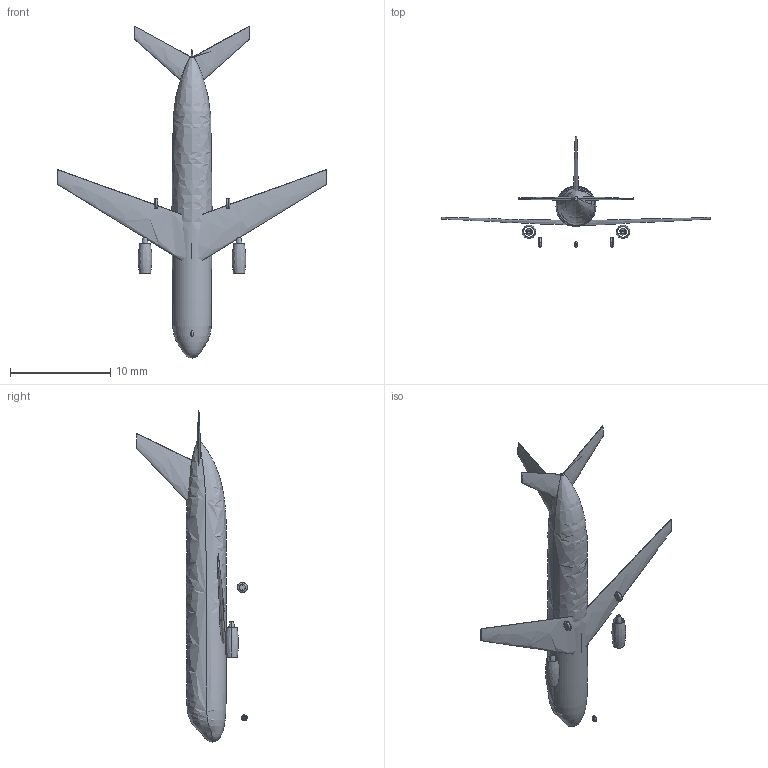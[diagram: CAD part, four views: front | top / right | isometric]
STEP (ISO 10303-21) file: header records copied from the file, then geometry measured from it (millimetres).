
FILE_DESCRIPTION (( 'STEP AP214' ), '1' );
FILE_NAME ('Assem13.STEP', '2016-06-26T17:26:05', ( '' ), ( '' ), 'SwSTEP 2.0', 'SolidWorks 2014', '' );
FILE_SCHEMA (( 'AUTOMOTIVE_DESIGN' ));
Length unit declared in the file: millimetre
Products named in the file (19): leftWing; SHELL_3; Assem13; noseHub; engineLeft; engineRight; wheelLeft; hub; loft; rightTail; hubLeft; SHELL_4; rightWing; SHELL_2; wheel; noseWheel; leftTail; tail; SHELL
Assembly tree (18 placements, depth 3):
  Assem13
    engineRight
      SHELL
      SHELL_2
      loft
      leftWing
      rightWing
      tail
      leftTail
      rightTail
      noseWheel
      noseHub
      wheel
      hub
      wheelLeft
      hubLeft
    engineLeft
      SHELL_3
      SHELL_4
Bounding box: 26.81 x 11.04 x 33.14 mm (x, y, z)
Volume: 317 mm3; surface area: 669.9 mm2
Topology: 7 solids, 26 shells, 62 faces, 117 edges, 81 vertices
Faces by surface type: bspline 29, plane 27, cylinder 6
Entity records: 6006 total; most frequent: CARTESIAN_POINT 4122, ORIENTED_EDGE 194, DIRECTION 192, EDGE_CURVE 115, AXIS2_PLACEMENT_3D 93, VERTEX_POINT 81, B_SPLINE_CURVE_WITH_KNOTS 73, ADVANCED_FACE 62
